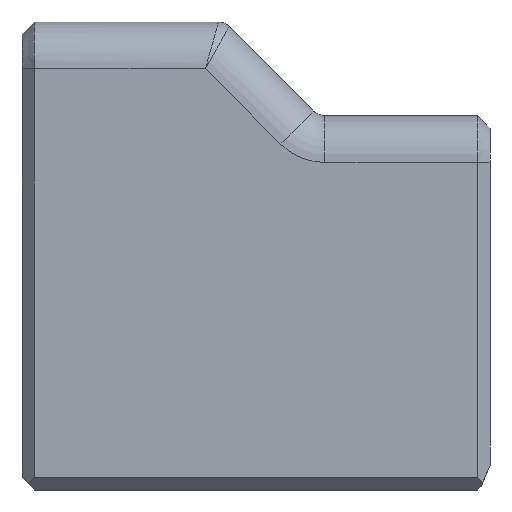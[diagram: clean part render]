
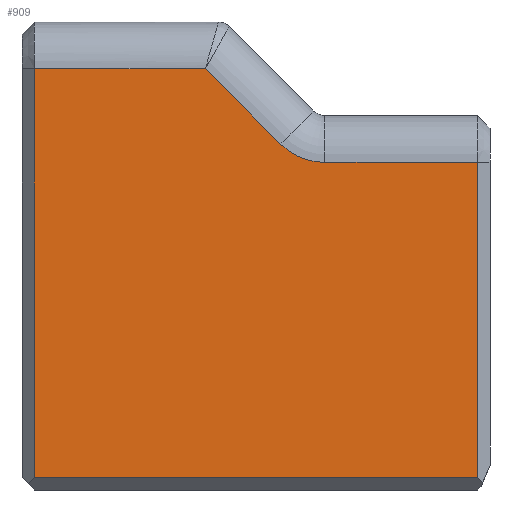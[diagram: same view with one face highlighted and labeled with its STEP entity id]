
A CAD part, left-side view. The second image highlights one B-rep face of the part: STEP entity #909.
In plain terms, the highlighted planar face has unit normal (-1, 0, 0).
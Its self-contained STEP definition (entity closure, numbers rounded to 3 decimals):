
#63=CIRCLE('',#990,2.);
#106=FACE_OUTER_BOUND('',#165,.T.);
#165=EDGE_LOOP('',(#690,#691,#692,#693,#694,#695,#696));
#240=LINE('',#1414,#330);
#256=LINE('',#1451,#346);
#257=LINE('',#1455,#347);
#258=LINE('',#1457,#348);
#259=LINE('',#1459,#349);
#260=LINE('',#1462,#350);
#330=VECTOR('',#1129,10.);
#346=VECTOR('',#1161,10.);
#347=VECTOR('',#1166,10.);
#348=VECTOR('',#1167,10.);
#349=VECTOR('',#1168,10.);
#350=VECTOR('',#1171,10.);
#412=VERTEX_POINT('',#1406);
#414=VERTEX_POINT('',#1412);
#427=VERTEX_POINT('',#1450);
#428=VERTEX_POINT('',#1454);
#429=VERTEX_POINT('',#1456);
#430=VERTEX_POINT('',#1458);
#431=VERTEX_POINT('',#1460);
#504=EDGE_CURVE('',#414,#412,#240,.T.);
#523=EDGE_CURVE('',#412,#427,#256,.T.);
#525=EDGE_CURVE('',#428,#414,#257,.T.);
#526=EDGE_CURVE('',#429,#428,#258,.T.);
#527=EDGE_CURVE('',#430,#429,#259,.T.);
#528=EDGE_CURVE('',#431,#430,#63,.T.);
#529=EDGE_CURVE('',#427,#431,#260,.T.);
#690=ORIENTED_EDGE('',*,*,#504,.F.);
#691=ORIENTED_EDGE('',*,*,#525,.F.);
#692=ORIENTED_EDGE('',*,*,#526,.F.);
#693=ORIENTED_EDGE('',*,*,#527,.F.);
#694=ORIENTED_EDGE('',*,*,#528,.F.);
#695=ORIENTED_EDGE('',*,*,#529,.F.);
#696=ORIENTED_EDGE('',*,*,#523,.F.);
#873=PLANE('',#989);
#909=ADVANCED_FACE('',(#106),#873,.T.);
#989=AXIS2_PLACEMENT_3D('',#1453,#1164,#1165);
#990=AXIS2_PLACEMENT_3D('',#1461,#1169,#1170);
#1129=DIRECTION('',(0.,0.,1.));
#1161=DIRECTION('',(0.,-1.,0.));
#1164=DIRECTION('center_axis',(-1.,0.,0.));
#1165=DIRECTION('ref_axis',(0.,-1.,0.));
#1166=DIRECTION('',(0.,1.,0.));
#1167=DIRECTION('',(0.,0.,-1.));
#1168=DIRECTION('',(0.,-1.,0.));
#1169=DIRECTION('center_axis',(-1.,0.,0.));
#1170=DIRECTION('ref_axis',(0.,0.383,-0.924));
#1171=DIRECTION('',(0.,-0.707,-0.707));
#1406=CARTESIAN_POINT('',(-7.5,7.1,13.5));
#1412=CARTESIAN_POINT('',(-7.5,7.1,0.4));
#1414=CARTESIAN_POINT('',(-7.5,7.1,0.));
#1450=CARTESIAN_POINT('',(-7.5,1.621,13.5));
#1451=CARTESIAN_POINT('',(-7.5,3.75,13.5));
#1453=CARTESIAN_POINT('Origin',(-7.5,7.5,0.));
#1454=CARTESIAN_POINT('',(-7.5,-7.1,0.4));
#1455=CARTESIAN_POINT('',(-7.5,3.75,0.4));
#1456=CARTESIAN_POINT('',(-7.5,-7.1,10.5));
#1457=CARTESIAN_POINT('',(-7.5,-7.1,0.));
#1458=CARTESIAN_POINT('',(-7.5,-2.207,10.5));
#1459=CARTESIAN_POINT('',(-7.5,0.,10.5));
#1460=CARTESIAN_POINT('',(-7.5,-0.793,11.086));
#1461=CARTESIAN_POINT('Origin',(-7.5,-2.207,12.5));
#1462=CARTESIAN_POINT('',(-7.5,-1.564,10.314));
